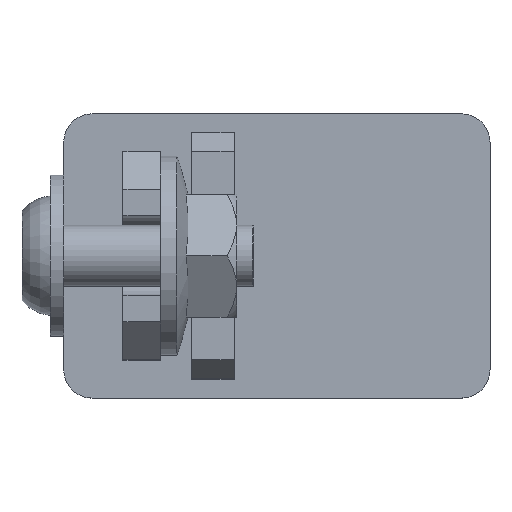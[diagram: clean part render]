
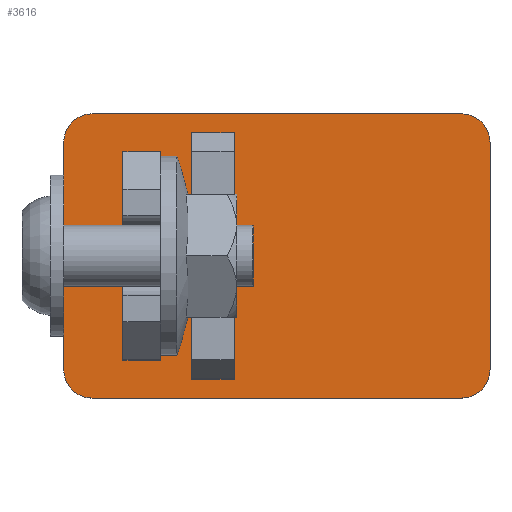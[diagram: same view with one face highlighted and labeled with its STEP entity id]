
A CAD part, top view. The second image highlights one B-rep face of the part: STEP entity #3616.
In plain terms, the highlighted planar face has unit normal (0, 0, 1).
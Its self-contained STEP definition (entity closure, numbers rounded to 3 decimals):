
#1873=CIRCLE('',#3416,3.);
#1874=CIRCLE('',#3417,3.);
#1875=CIRCLE('',#3418,3.);
#1876=CIRCLE('',#3419,3.);
#1926=ORIENTED_EDGE('',*,*,#2633,.F.);
#1927=ORIENTED_EDGE('',*,*,#2634,.T.);
#1928=ORIENTED_EDGE('',*,*,#2635,.T.);
#1929=ORIENTED_EDGE('',*,*,#2636,.T.);
#1930=ORIENTED_EDGE('',*,*,#2637,.T.);
#1931=ORIENTED_EDGE('',*,*,#2638,.T.);
#1932=ORIENTED_EDGE('',*,*,#2639,.F.);
#1933=ORIENTED_EDGE('',*,*,#2640,.T.);
#1934=ORIENTED_EDGE('',*,*,#2641,.F.);
#1935=ORIENTED_EDGE('',*,*,#2642,.F.);
#1936=ORIENTED_EDGE('',*,*,#2643,.F.);
#1937=ORIENTED_EDGE('',*,*,#2644,.F.);
#1938=ORIENTED_EDGE('',*,*,#2645,.F.);
#1939=ORIENTED_EDGE('',*,*,#2646,.F.);
#1940=ORIENTED_EDGE('',*,*,#2647,.F.);
#1941=ORIENTED_EDGE('',*,*,#2629,.F.);
#2278=VECTOR('',#3003,1.);
#2282=VECTOR('',#3009,1.);
#2283=VECTOR('',#3012,1.);
#2284=VECTOR('',#3015,1.);
#2285=VECTOR('',#3018,1.);
#2286=VECTOR('',#3021,1.);
#2287=VECTOR('',#3022,1.);
#2288=VECTOR('',#3023,1.);
#2289=VECTOR('',#3024,1.);
#2290=VECTOR('',#3025,1.);
#2291=VECTOR('',#3026,1.);
#2292=VECTOR('',#3027,1.);
#2395=LINE('',#3704,#2278);
#2399=LINE('',#3713,#2282);
#2400=LINE('',#3717,#2283);
#2401=LINE('',#3721,#2284);
#2402=LINE('',#3725,#2285);
#2403=LINE('',#3729,#2286);
#2404=LINE('',#3731,#2287);
#2405=LINE('',#3733,#2288);
#2406=LINE('',#3734,#2289);
#2407=LINE('',#3736,#2290);
#2408=LINE('',#3738,#2291);
#2409=LINE('',#3739,#2292);
#2512=VERTEX_POINT('',#3702);
#2513=VERTEX_POINT('',#3703);
#2516=VERTEX_POINT('',#3711);
#2517=VERTEX_POINT('',#3712);
#2518=VERTEX_POINT('',#3714);
#2519=VERTEX_POINT('',#3716);
#2520=VERTEX_POINT('',#3718);
#2521=VERTEX_POINT('',#3720);
#2522=VERTEX_POINT('',#3722);
#2523=VERTEX_POINT('',#3724);
#2524=VERTEX_POINT('',#3727);
#2525=VERTEX_POINT('',#3728);
#2526=VERTEX_POINT('',#3730);
#2527=VERTEX_POINT('',#3732);
#2528=VERTEX_POINT('',#3735);
#2529=VERTEX_POINT('',#3737);
#2629=EDGE_CURVE('',#2512,#2513,#2395,.T.);
#2633=EDGE_CURVE('',#2516,#2517,#2399,.T.);
#2634=EDGE_CURVE('',#2516,#2518,#1873,.T.);
#2635=EDGE_CURVE('',#2518,#2519,#2400,.T.);
#2636=EDGE_CURVE('',#2519,#2520,#1874,.T.);
#2637=EDGE_CURVE('',#2520,#2521,#2401,.T.);
#2638=EDGE_CURVE('',#2521,#2522,#1875,.T.);
#2639=EDGE_CURVE('',#2523,#2522,#2402,.T.);
#2640=EDGE_CURVE('',#2523,#2517,#1876,.T.);
#2641=EDGE_CURVE('',#2524,#2525,#2403,.T.);
#2642=EDGE_CURVE('',#2526,#2524,#2404,.T.);
#2643=EDGE_CURVE('',#2527,#2526,#2405,.T.);
#2644=EDGE_CURVE('',#2525,#2527,#2406,.T.);
#2645=EDGE_CURVE('',#2528,#2512,#2407,.T.);
#2646=EDGE_CURVE('',#2529,#2528,#2408,.T.);
#2647=EDGE_CURVE('',#2513,#2529,#2409,.T.);
#2808=EDGE_LOOP('',(#1926,#1927,#1928,#1929,#1930,#1931,#1932,#1933));
#2809=EDGE_LOOP('',(#1934,#1935,#1936,#1937));
#2810=EDGE_LOOP('',(#1938,#1939,#1940,#1941));
#2905=FACE_BOUND('',#2808,.T.);
#2906=FACE_BOUND('',#2809,.T.);
#2907=FACE_BOUND('',#2810,.T.);
#3003=DIRECTION('',(4.5,0.,0.));
#3007=DIRECTION('',(0.,0.,1.));
#3008=DIRECTION('',(0.,-1.,0.));
#3009=DIRECTION('',(-39.,0.,0.));
#3010=DIRECTION('',(0.,0.,1.));
#3011=DIRECTION('',(0.,-3.,0.));
#3012=DIRECTION('',(0.,24.,0.));
#3013=DIRECTION('',(0.,0.,1.));
#3014=DIRECTION('',(3.,0.,0.));
#3015=DIRECTION('',(-39.,0.,0.));
#3016=DIRECTION('',(0.,0.,1.));
#3017=DIRECTION('',(0.,3.,0.));
#3018=DIRECTION('',(0.,24.,0.));
#3019=DIRECTION('',(0.,0.,1.));
#3020=DIRECTION('',(-3.,0.,0.));
#3021=DIRECTION('',(0.,-22.,0.));
#3022=DIRECTION('',(-4.,0.,0.));
#3023=DIRECTION('',(0.,22.,0.));
#3024=DIRECTION('',(4.,0.,0.));
#3025=DIRECTION('',(0.,-26.,0.));
#3026=DIRECTION('',(-4.5,0.,0.));
#3027=DIRECTION('',(0.,26.,0.));
#3415=AXIS2_PLACEMENT_3D('',#3710,#3007,#3008);
#3416=AXIS2_PLACEMENT_3D('',#3715,#3010,#3011);
#3417=AXIS2_PLACEMENT_3D('',#3719,#3013,#3014);
#3418=AXIS2_PLACEMENT_3D('',#3723,#3016,#3017);
#3419=AXIS2_PLACEMENT_3D('',#3726,#3019,#3020);
#3563=PLANE('',#3415);
#3616=ADVANCED_FACE('',(#2905,#2906,#2907),#3563,.T.);
#3702=CARTESIAN_POINT('',(-9.,-13.,0.));
#3703=CARTESIAN_POINT('',(-4.5,-13.,0.));
#3704=CARTESIAN_POINT('',(-9.,-13.,0.));
#3710=CARTESIAN_POINT('',(-24.3,-16.8,0.));
#3711=CARTESIAN_POINT('',(19.5,-15.,0.));
#3712=CARTESIAN_POINT('',(-19.5,-15.,0.));
#3713=CARTESIAN_POINT('',(19.5,-15.,0.));
#3714=CARTESIAN_POINT('',(22.5,-12.,0.));
#3715=CARTESIAN_POINT('',(19.5,-12.,0.));
#3716=CARTESIAN_POINT('',(22.5,12.,0.));
#3717=CARTESIAN_POINT('',(22.5,-12.,0.));
#3718=CARTESIAN_POINT('',(19.5,15.,0.));
#3719=CARTESIAN_POINT('',(19.5,12.,0.));
#3720=CARTESIAN_POINT('',(-19.5,15.,0.));
#3721=CARTESIAN_POINT('',(19.5,15.,0.));
#3722=CARTESIAN_POINT('',(-22.5,12.,0.));
#3723=CARTESIAN_POINT('',(-19.5,12.,0.));
#3724=CARTESIAN_POINT('',(-22.5,-12.,0.));
#3725=CARTESIAN_POINT('',(-22.5,-12.,0.));
#3726=CARTESIAN_POINT('',(-19.5,-12.,0.));
#3727=CARTESIAN_POINT('',(-16.25,11.,0.));
#3728=CARTESIAN_POINT('',(-16.25,-11.,0.));
#3729=CARTESIAN_POINT('',(-16.25,11.,0.));
#3730=CARTESIAN_POINT('',(-12.25,11.,0.));
#3731=CARTESIAN_POINT('',(-12.25,11.,0.));
#3732=CARTESIAN_POINT('',(-12.25,-11.,0.));
#3733=CARTESIAN_POINT('',(-12.25,-11.,0.));
#3734=CARTESIAN_POINT('',(-16.25,-11.,0.));
#3735=CARTESIAN_POINT('',(-9.,13.,0.));
#3736=CARTESIAN_POINT('',(-9.,13.,0.));
#3737=CARTESIAN_POINT('',(-4.5,13.,0.));
#3738=CARTESIAN_POINT('',(-4.5,13.,0.));
#3739=CARTESIAN_POINT('',(-4.5,-13.,0.));
